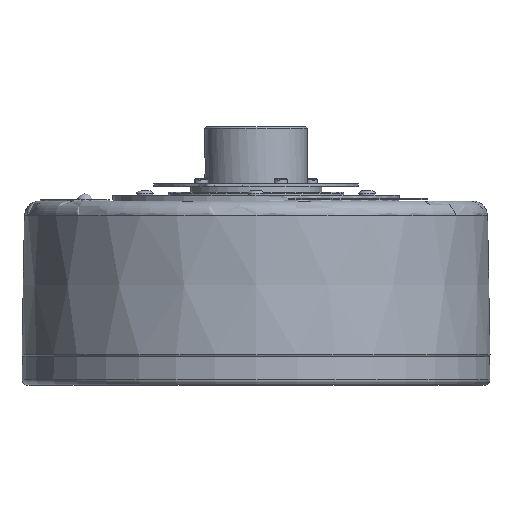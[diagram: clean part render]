
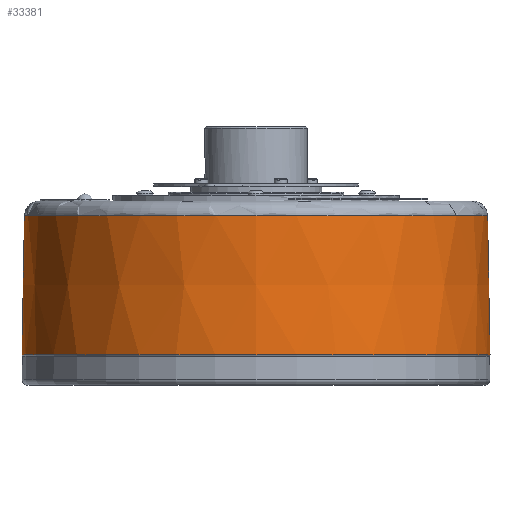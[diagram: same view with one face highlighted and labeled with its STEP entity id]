
A CAD part, front view. The second image highlights one B-rep face of the part: STEP entity #33381.
In plain terms, the highlighted conical face has half-angle 1 degrees and reference radius 80 mm.
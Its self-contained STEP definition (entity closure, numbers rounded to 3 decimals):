
#778=CONICAL_SURFACE('',#34858,80.,0.017);
#11841=ORIENTED_EDGE('',*,*,#15584,.T.);
#11842=ORIENTED_EDGE('',*,*,#15585,.F.);
#15584=EDGE_CURVE('',#17925,#17925,#18538,.T.);
#15585=EDGE_CURVE('',#17926,#17926,#18539,.T.);
#17925=VERTEX_POINT('',#55129);
#17926=VERTEX_POINT('',#55131);
#18538=CIRCLE('',#34859,79.991);
#18539=CIRCLE('',#34860,79.161);
#20066=EDGE_LOOP('',(#11841));
#20067=EDGE_LOOP('',(#11842));
#21854=FACE_BOUND('',#20066,.T.);
#21855=FACE_BOUND('',#20067,.T.);
#33381=ADVANCED_FACE('',(#21854,#21855),#778,.T.);
#34858=AXIS2_PLACEMENT_3D('',#55127,#39594,#39595);
#34859=AXIS2_PLACEMENT_3D('',#55128,#39596,#39597);
#34860=AXIS2_PLACEMENT_3D('',#55130,#39598,#39599);
#39594=DIRECTION('',(0.,0.,-1.));
#39595=DIRECTION('',(-1.,0.,0.));
#39596=DIRECTION('',(0.,0.,1.));
#39597=DIRECTION('',(1.,0.,0.));
#39598=DIRECTION('',(0.,0.,1.));
#39599=DIRECTION('',(1.,0.,0.));
#55127=CARTESIAN_POINT('',(0.,0.,10.));
#55128=CARTESIAN_POINT('',(0.,0.,10.509));
#55129=CARTESIAN_POINT('',(79.991,0.,10.509));
#55130=CARTESIAN_POINT('',(0.,0.,58.087));
#55131=CARTESIAN_POINT('',(79.161,0.,58.087));
